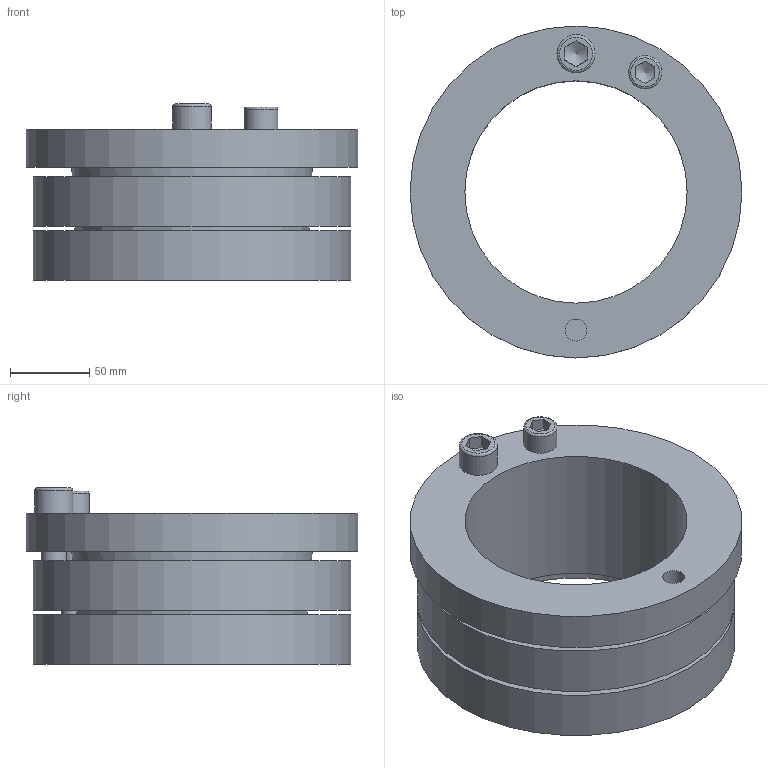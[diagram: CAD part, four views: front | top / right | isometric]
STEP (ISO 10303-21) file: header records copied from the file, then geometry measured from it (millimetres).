
FILE_DESCRIPTION((''),'2;1');
FILE_NAME('BIKON 2006-140-200.stp','2011-08-18T12:02:05',('kr'),(''),'Autodesk Inventor 2011','Autodesk Inventor 2011','');
FILE_SCHEMA(('AUTOMOTIVE_DESIGN { 1 0 10303 214 1 1 1 1 }'));
Length unit declared in the file: millimetre
Products named in the file (6): BIKON 2006-140-200; Volumenkörper1_18; Volumenkörper2_18; Volumenkörper3_18; DIN 912 - ersetzt durch DIN EN ISO 4762 M16 x 45; DIN 912 - ersetzt durch DIN EN ISO 4762 M14 x 80
Assembly tree (5 placements, depth 2):
  BIKON 2006-140-200
    Volumenkörper1_18
    Volumenkörper2_18
    Volumenkörper3_18
    DIN 912 - ersetzt durch DIN EN ISO 4762 M16 x 45
    DIN 912 - ersetzt durch DIN EN ISO 4762 M14 x 80
Bounding box: 209 x 209 x 111 mm (x, y, z)
Volume: 1464546.6 mm3; surface area: 263004.2 mm2
Topology: 5 solids, 5 shells, 50 faces, 109 edges, 72 vertices
Faces by surface type: plane 25, cylinder 14, cone 7, torus 4
Full cylindrical faces by diameter (mm): 11.835 x1, 13.835 x2, 14 x1, 16 x3, 18 x1, 21 x1, 24 x1, 140 x1, 200 x2, 209 x1
Entity records: 1383 total; most frequent: DIRECTION 226, CARTESIAN_POINT 225, ORIENTED_EDGE 152, AXIS2_PLACEMENT_3D 101, EDGE_LOOP 96, EDGE_CURVE 76, VERTEX_POINT 64, FACE_OUTER_BOUND 50
